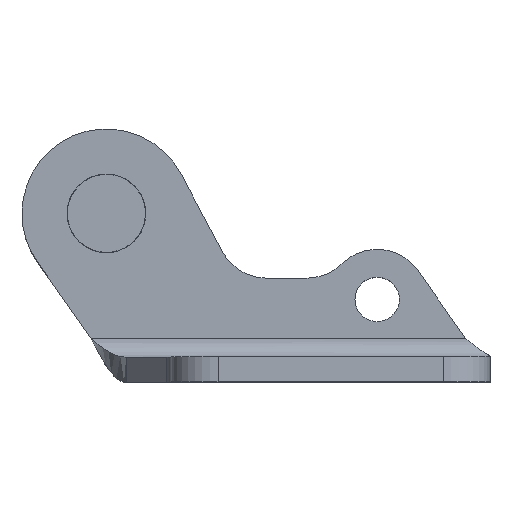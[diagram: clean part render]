
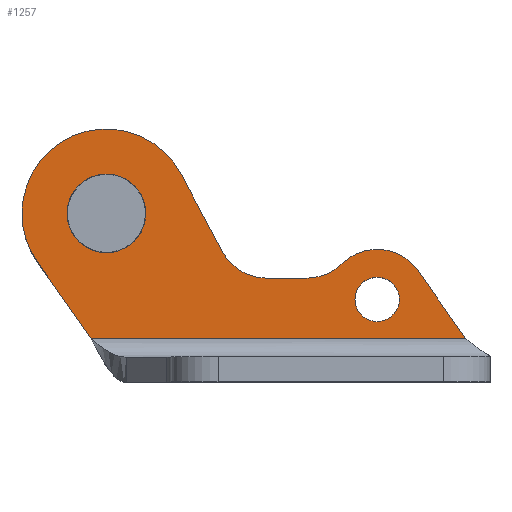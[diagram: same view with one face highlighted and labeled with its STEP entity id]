
A CAD part, top view. The second image highlights one B-rep face of the part: STEP entity #1257.
In plain terms, the highlighted planar face has unit normal (0, 0, 1).
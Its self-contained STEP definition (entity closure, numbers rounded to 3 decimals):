
#5 = DIRECTION ( 'NONE',  ( 0.575, -0.818, 0. ) ) ;
#11 = VECTOR ( 'NONE', #2594, 1000. ) ;
#28 = CARTESIAN_POINT ( 'NONE',  ( 11.92, 6.338, 4. ) ) ;
#58 = CARTESIAN_POINT ( 'NONE',  ( 25.6, -10.35, 4. ) ) ;
#69 = EDGE_CURVE ( 'NONE', #1543, #3444, #3431, .T. ) ;
#76 = EDGE_CURVE ( 'NONE', #2148, #465, #645, .T. ) ;
#84 = AXIS2_PLACEMENT_3D ( 'NONE', #3291, #888, #1119 ) ;
#88 = DIRECTION ( 'NONE',  ( 0., 0., 1. ) ) ;
#163 = CIRCLE ( 'NONE', #917, 6.3 ) ;
#275 = ORIENTED_EDGE ( 'NONE', *, *, #2921, .T. ) ;
#299 = CIRCLE ( 'NONE', #3150, 3.55 ) ;
#308 = VERTEX_POINT ( 'NONE', #942 ) ;
#358 = DIRECTION ( 'NONE',  ( -1., 0., 0. ) ) ;
#370 = CARTESIAN_POINT ( 'NONE',  ( -11.049, -7.757, 4. ) ) ;
#373 = VERTEX_POINT ( 'NONE', #2866 ) ;
#389 = EDGE_CURVE ( 'NONE', #746, #3313, #549, .T. ) ;
#391 = CARTESIAN_POINT ( 'NONE',  ( 0., 0., 4. ) ) ;
#400 = ORIENTED_EDGE ( 'NONE', *, *, #552, .T. ) ;
#401 = FACE_BOUND ( 'NONE', #2911, .T. ) ;
#415 = DIRECTION ( 'NONE',  ( 0., 0., 1. ) ) ;
#418 = DIRECTION ( 'NONE',  ( 0., 0., 1. ) ) ;
#442 = ORIENTED_EDGE ( 'NONE', *, *, #3207, .T. ) ;
#445 = CARTESIAN_POINT ( 'NONE',  ( 57.442, -20., 4. ) ) ;
#465 = VERTEX_POINT ( 'NONE', #1728 ) ;
#505 = VERTEX_POINT ( 'NONE', #1616 ) ;
#525 = CIRCLE ( 'NONE', #2727, 13.5 ) ;
#549 = LINE ( 'NONE', #953, #3302 ) ;
#552 = EDGE_CURVE ( 'NONE', #2965, #1543, #885, .T. ) ;
#556 = PLANE ( 'NONE',  #2165 ) ;
#576 = CARTESIAN_POINT ( 'NONE',  ( 43.3, -13.75, 4. ) ) ;
#579 = ORIENTED_EDGE ( 'NONE', *, *, #3331, .F. ) ;
#583 = ORIENTED_EDGE ( 'NONE', *, *, #891, .F. ) ;
#603 = DIRECTION ( 'NONE',  ( -0.469, 0.883, 0. ) ) ;
#605 = VECTOR ( 'NONE', #2538, 1000. ) ;
#645 = CIRCLE ( 'NONE', #2980, 8. ) ;
#673 = DIRECTION ( 'NONE',  ( 1., 0., 0. ) ) ;
#681 = CARTESIAN_POINT ( 'NONE',  ( 46.85, -13.75, 4. ) ) ;
#746 = VERTEX_POINT ( 'NONE', #1007 ) ;
#779 = CARTESIAN_POINT ( 'NONE',  ( 37.687, -8.05, 4. ) ) ;
#885 = LINE ( 'NONE', #1853, #1779 ) ;
#888 = DIRECTION ( 'NONE',  ( 0., 0., 1. ) ) ;
#891 = EDGE_CURVE ( 'NONE', #308, #2824, #163, .T. ) ;
#905 = CARTESIAN_POINT ( 'NONE',  ( 0., 0., 4. ) ) ;
#914 = DIRECTION ( 'NONE',  ( 1., 0., 0. ) ) ;
#917 = AXIS2_PLACEMENT_3D ( 'NONE', #905, #88, #1951 ) ;
#942 = CARTESIAN_POINT ( 'NONE',  ( 6.3, 0., 4. ) ) ;
#953 = CARTESIAN_POINT ( 'NONE',  ( 11.92, 6.338, 4. ) ) ;
#986 = EDGE_CURVE ( 'NONE', #2146, #2057, #3329, .T. ) ;
#989 = EDGE_CURVE ( 'NONE', #2656, #746, #1969, .T. ) ;
#1007 = CARTESIAN_POINT ( 'NONE',  ( 18.536, -6.106, 4. ) ) ;
#1045 = FACE_BOUND ( 'NONE', #2641, .T. ) ;
#1110 = DIRECTION ( 'NONE',  ( 1., 0., 0. ) ) ;
#1118 = DIRECTION ( 'NONE',  ( 0., 0., 1. ) ) ;
#1119 = DIRECTION ( 'NONE',  ( 1., 0., 0. ) ) ;
#1136 = CARTESIAN_POINT ( 'NONE',  ( 32.073, -2.35, 4. ) ) ;
#1201 = DIRECTION ( 'NONE',  ( 0., 0., 1. ) ) ;
#1207 = VECTOR ( 'NONE', #5, 1000. ) ;
#1238 = DIRECTION ( 'NONE',  ( 0., 0., -1. ) ) ;
#1257 = ADVANCED_FACE ( 'NONE', ( #401, #1045, #2570 ), #556, .F. ) ;
#1298 = CARTESIAN_POINT ( 'NONE',  ( 43.3, -13.75, 4. ) ) ;
#1316 = DIRECTION ( 'NONE',  ( 1., 0., 0. ) ) ;
#1327 = CIRCLE ( 'NONE', #3406, 8. ) ;
#1386 = CARTESIAN_POINT ( 'NONE',  ( 57.35, -26.842, 4. ) ) ;
#1409 = DIRECTION ( 'NONE',  ( 1., 0., 0. ) ) ;
#1421 = ORIENTED_EDGE ( 'NONE', *, *, #2027, .T. ) ;
#1483 = ORIENTED_EDGE ( 'NONE', *, *, #69, .T. ) ;
#1543 = VERTEX_POINT ( 'NONE', #445 ) ;
#1575 = CARTESIAN_POINT ( 'NONE',  ( 49.853, -9.161, 4. ) ) ;
#1616 = CARTESIAN_POINT ( 'NONE',  ( -13.5, 0., 4. ) ) ;
#1646 = CARTESIAN_POINT ( 'NONE',  ( 49.853, -9.161, 4. ) ) ;
#1728 = CARTESIAN_POINT ( 'NONE',  ( 32.073, -10.35, 4. ) ) ;
#1731 = DIRECTION ( 'NONE',  ( 0., 0., -1. ) ) ;
#1772 = ORIENTED_EDGE ( 'NONE', *, *, #389, .T. ) ;
#1779 = VECTOR ( 'NONE', #673, 1000. ) ;
#1787 = CIRCLE ( 'NONE', #84, 13.5 ) ;
#1795 = CARTESIAN_POINT ( 'NONE',  ( -2.453, -20., 4. ) ) ;
#1853 = CARTESIAN_POINT ( 'NONE',  ( 57.35, -20., 4. ) ) ;
#1892 = ORIENTED_EDGE ( 'NONE', *, *, #76, .T. ) ;
#1951 = DIRECTION ( 'NONE',  ( -1., 0., 0. ) ) ;
#1969 = CIRCLE ( 'NONE', #2779, 8. ) ;
#2027 = EDGE_CURVE ( 'NONE', #3313, #505, #525, .T. ) ;
#2044 = LINE ( 'NONE', #58, #605 ) ;
#2057 = VERTEX_POINT ( 'NONE', #681 ) ;
#2066 = EDGE_CURVE ( 'NONE', #2824, #308, #2606, .T. ) ;
#2146 = VERTEX_POINT ( 'NONE', #2673 ) ;
#2148 = VERTEX_POINT ( 'NONE', #779 ) ;
#2165 = AXIS2_PLACEMENT_3D ( 'NONE', #1386, #1238, #358 ) ;
#2199 = ORIENTED_EDGE ( 'NONE', *, *, #3091, .T. ) ;
#2237 = AXIS2_PLACEMENT_3D ( 'NONE', #2819, #1118, #1409 ) ;
#2304 = ORIENTED_EDGE ( 'NONE', *, *, #986, .F. ) ;
#2342 = DIRECTION ( 'NONE',  ( -1., 0., 0. ) ) ;
#2387 = ORIENTED_EDGE ( 'NONE', *, *, #3425, .T. ) ;
#2538 = DIRECTION ( 'NONE',  ( -1., 0., 0. ) ) ;
#2570 = FACE_OUTER_BOUND ( 'NONE', #2820, .T. ) ;
#2594 = DIRECTION ( 'NONE',  ( -0.574, 0.819, 0. ) ) ;
#2606 = CIRCLE ( 'NONE', #3265, 6.3 ) ;
#2637 = ORIENTED_EDGE ( 'NONE', *, *, #2066, .F. ) ;
#2641 = EDGE_LOOP ( 'NONE', ( #2304, #579 ) ) ;
#2656 = VERTEX_POINT ( 'NONE', #3244 ) ;
#2673 = CARTESIAN_POINT ( 'NONE',  ( 39.75, -13.75, 4. ) ) ;
#2727 = AXIS2_PLACEMENT_3D ( 'NONE', #391, #418, #3365 ) ;
#2735 = ORIENTED_EDGE ( 'NONE', *, *, #989, .T. ) ;
#2779 = AXIS2_PLACEMENT_3D ( 'NONE', #2811, #3081, #914 ) ;
#2811 = CARTESIAN_POINT ( 'NONE',  ( 25.6, -2.35, 4. ) ) ;
#2819 = CARTESIAN_POINT ( 'NONE',  ( 43.3, -13.75, 4. ) ) ;
#2820 = EDGE_LOOP ( 'NONE', ( #442, #400, #1483, #2387, #1892, #275, #2735, #1772, #1421, #2199 ) ) ;
#2824 = VERTEX_POINT ( 'NONE', #3339 ) ;
#2866 = CARTESIAN_POINT ( 'NONE',  ( -11.049, -7.757, 4. ) ) ;
#2887 = CARTESIAN_POINT ( 'NONE',  ( 0., 0., 4. ) ) ;
#2911 = EDGE_LOOP ( 'NONE', ( #2637, #583 ) ) ;
#2921 = EDGE_CURVE ( 'NONE', #465, #2656, #2044, .T. ) ;
#2935 = DIRECTION ( 'NONE',  ( 0., 0., 1. ) ) ;
#2965 = VERTEX_POINT ( 'NONE', #1795 ) ;
#2980 = AXIS2_PLACEMENT_3D ( 'NONE', #1136, #1731, #3015 ) ;
#3015 = DIRECTION ( 'NONE',  ( 1., 0., 0. ) ) ;
#3081 = DIRECTION ( 'NONE',  ( 0., 0., -1. ) ) ;
#3091 = EDGE_CURVE ( 'NONE', #505, #373, #1787, .T. ) ;
#3150 = AXIS2_PLACEMENT_3D ( 'NONE', #576, #415, #1110 ) ;
#3207 = EDGE_CURVE ( 'NONE', #373, #2965, #3353, .T. ) ;
#3244 = CARTESIAN_POINT ( 'NONE',  ( 25.6, -10.35, 4. ) ) ;
#3265 = AXIS2_PLACEMENT_3D ( 'NONE', #2887, #1201, #2342 ) ;
#3291 = CARTESIAN_POINT ( 'NONE',  ( 0., 0., 4. ) ) ;
#3302 = VECTOR ( 'NONE', #603, 1000. ) ;
#3313 = VERTEX_POINT ( 'NONE', #28 ) ;
#3329 = CIRCLE ( 'NONE', #2237, 3.55 ) ;
#3331 = EDGE_CURVE ( 'NONE', #2057, #2146, #299, .T. ) ;
#3339 = CARTESIAN_POINT ( 'NONE',  ( -6.3, 0., 4. ) ) ;
#3353 = LINE ( 'NONE', #370, #1207 ) ;
#3365 = DIRECTION ( 'NONE',  ( 1., 0., 0. ) ) ;
#3406 = AXIS2_PLACEMENT_3D ( 'NONE', #1298, #2935, #1316 ) ;
#3425 = EDGE_CURVE ( 'NONE', #3444, #2148, #1327, .T. ) ;
#3431 = LINE ( 'NONE', #1646, #11 ) ;
#3444 = VERTEX_POINT ( 'NONE', #1575 ) ;
